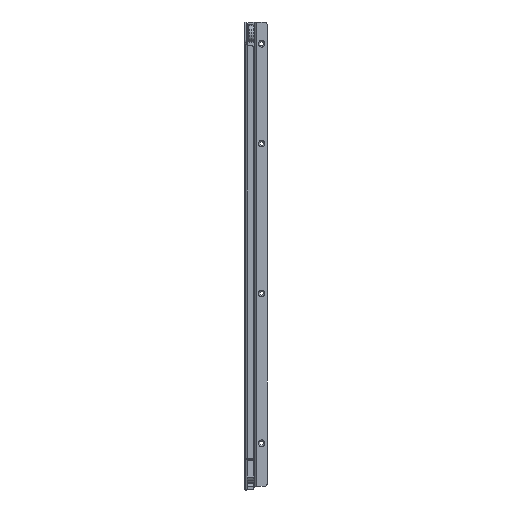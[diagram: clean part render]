
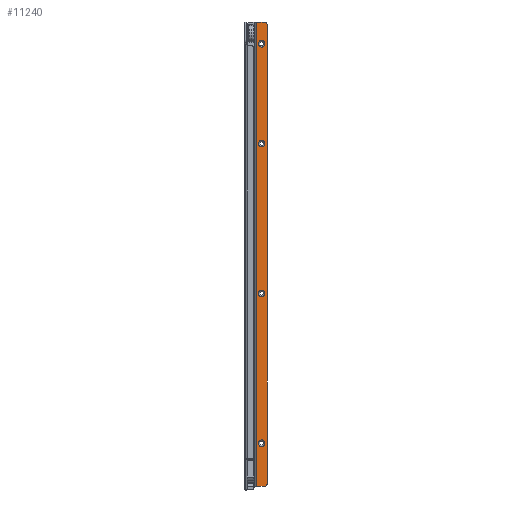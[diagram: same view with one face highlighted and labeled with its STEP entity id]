
A CAD part, front view. The second image highlights one B-rep face of the part: STEP entity #11240.
In plain terms, the highlighted planar face has unit normal (0, -1, 0).
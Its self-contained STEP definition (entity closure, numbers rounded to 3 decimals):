
#86 = CARTESIAN_POINT ( 'NONE',  ( 9.702, -8.074, 4. ) ) ;
#256 = CARTESIAN_POINT ( 'NONE',  ( 6.5, -8.074, 247.5 ) ) ;
#376 = VERTEX_POINT ( 'NONE', #1079 ) ;
#399 = DIRECTION ( 'NONE',  ( 0., 1., 0. ) ) ;
#423 = LINE ( 'NONE', #16557, #39244 ) ;
#1079 = CARTESIAN_POINT ( 'NONE',  ( 13.702, -8.074, 592.572 ) ) ;
#1530 = CARTESIAN_POINT ( 'NONE',  ( 6.5, -8.074, 247.5 ) ) ;
#1599 = CARTESIAN_POINT ( 'NONE',  ( 10.75, -8.074, 247.5 ) ) ;
#1605 = VERTEX_POINT ( 'NONE', #41717 ) ;
#1783 = FACE_BOUND ( 'NONE', #42946, .T. ) ;
#2046 = CARTESIAN_POINT ( 'NONE',  ( 13.702, -8.074, 0. ) ) ;
#2491 = CARTESIAN_POINT ( 'NONE',  ( 16.63, -8.074, 8. ) ) ;
#2566 = FACE_BOUND ( 'NONE', #14573, .T. ) ;
#2616 = CARTESIAN_POINT ( 'NONE',  ( 13.702, -8.074, 0. ) ) ;
#2637 = DIRECTION ( 'NONE',  ( -1., 0., 0. ) ) ;
#2953 = LINE ( 'NONE', #35155, #41905 ) ;
#3795 = DIRECTION ( 'NONE',  ( 0., -1., 0. ) ) ;
#3828 = CIRCLE ( 'NONE', #6516, 4. ) ;
#4080 = CARTESIAN_POINT ( 'NONE',  ( 13.166, -8.074, 593.5 ) ) ;
#4535 = VERTEX_POINT ( 'NONE', #1599 ) ;
#5133 = CARTESIAN_POINT ( 'NONE',  ( 9.702, -8.074, 591.5 ) ) ;
#5533 = VECTOR ( 'NONE', #19839, 1000. ) ;
#5728 = EDGE_CURVE ( 'NONE', #1605, #27368, #423, .T. ) ;
#5836 = CARTESIAN_POINT ( 'NONE',  ( 6.5, -8.074, 567.5 ) ) ;
#6516 = AXIS2_PLACEMENT_3D ( 'NONE', #5133, #25701, #8581 ) ;
#6691 = DIRECTION ( 'NONE',  ( 0., 0., 1. ) ) ;
#6708 = ORIENTED_EDGE ( 'NONE', *, *, #5728, .F. ) ;
#7665 = ORIENTED_EDGE ( 'NONE', *, *, #45981, .T. ) ;
#7854 = AXIS2_PLACEMENT_3D ( 'NONE', #86, #3795, #32550 ) ;
#8581 = DIRECTION ( 'NONE',  ( 0., 0., 1. ) ) ;
#10039 = VERTEX_POINT ( 'NONE', #12596 ) ;
#11083 = DIRECTION ( 'NONE',  ( 0., 1., 0. ) ) ;
#11240 = ADVANCED_FACE ( 'NONE', ( #2566, #1783, #22126, #17907, #33968 ), #38197, .F. ) ;
#11327 = VERTEX_POINT ( 'NONE', #27870 ) ;
#11497 = AXIS2_PLACEMENT_3D ( 'NONE', #2046, #34243, #42401 ) ;
#11986 = CARTESIAN_POINT ( 'NONE',  ( 9.702, -8.074, 595.5 ) ) ;
#12033 = VERTEX_POINT ( 'NONE', #28639 ) ;
#12114 = AXIS2_PLACEMENT_3D ( 'NONE', #34538, #11083, #50372 ) ;
#12118 = DIRECTION ( 'NONE',  ( 1., 0., 0. ) ) ;
#12425 = CIRCLE ( 'NONE', #35969, 4.25 ) ;
#12596 = CARTESIAN_POINT ( 'NONE',  ( 9.702, -8.074, 0. ) ) ;
#12662 = DIRECTION ( 'NONE',  ( 0., 1., 0. ) ) ;
#12726 = CIRCLE ( 'NONE', #45517, 4.25 ) ;
#12930 = CIRCLE ( 'NONE', #7854, 4. ) ;
#13204 = ORIENTED_EDGE ( 'NONE', *, *, #34281, .T. ) ;
#13858 = ORIENTED_EDGE ( 'NONE', *, *, #39338, .T. ) ;
#14573 = EDGE_LOOP ( 'NONE', ( #29870, #26173 ) ) ;
#14591 = VERTEX_POINT ( 'NONE', #47765 ) ;
#15871 = CIRCLE ( 'NONE', #35217, 4.25 ) ;
#16517 = CARTESIAN_POINT ( 'NONE',  ( 6.5, -8.074, 55.5 ) ) ;
#16557 = CARTESIAN_POINT ( 'NONE',  ( 13.702, -8.074, 595.5 ) ) ;
#16672 = VERTEX_POINT ( 'NONE', #18306 ) ;
#17424 = EDGE_LOOP ( 'NONE', ( #27248, #22230 ) ) ;
#17431 = EDGE_CURVE ( 'NONE', #12033, #14591, #41039, .T. ) ;
#17907 = FACE_BOUND ( 'NONE', #46900, .T. ) ;
#18306 = CARTESIAN_POINT ( 'NONE',  ( 13.702, -8.074, 2.928 ) ) ;
#18437 = CARTESIAN_POINT ( 'NONE',  ( 13.166, -8.074, 2. ) ) ;
#19418 = EDGE_CURVE ( 'NONE', #37525, #4535, #15871, .T. ) ;
#19839 = DIRECTION ( 'NONE',  ( 0.5, 0., 0.866 ) ) ;
#20504 = CARTESIAN_POINT ( 'NONE',  ( 6.5, -8.074, 439.5 ) ) ;
#20645 = CARTESIAN_POINT ( 'NONE',  ( 6.5, -8.074, 439.5 ) ) ;
#20849 = VERTEX_POINT ( 'NONE', #32543 ) ;
#20926 = ORIENTED_EDGE ( 'NONE', *, *, #32603, .T. ) ;
#22126 = FACE_BOUND ( 'NONE', #17424, .T. ) ;
#22230 = ORIENTED_EDGE ( 'NONE', *, *, #19418, .T. ) ;
#22500 = LINE ( 'NONE', #38564, #44378 ) ;
#22630 = EDGE_CURVE ( 'NONE', #10039, #47029, #46425, .T. ) ;
#23621 = CARTESIAN_POINT ( 'NONE',  ( 10.75, -8.074, 567.5 ) ) ;
#24332 = ORIENTED_EDGE ( 'NONE', *, *, #17431, .T. ) ;
#24846 = AXIS2_PLACEMENT_3D ( 'NONE', #20504, #399, #28655 ) ;
#25227 = EDGE_CURVE ( 'NONE', #376, #16672, #22500, .T. ) ;
#25701 = DIRECTION ( 'NONE',  ( 0., -1., 0. ) ) ;
#26173 = ORIENTED_EDGE ( 'NONE', *, *, #48430, .T. ) ;
#26772 = CIRCLE ( 'NONE', #37742, 4.25 ) ;
#27248 = ORIENTED_EDGE ( 'NONE', *, *, #41662, .T. ) ;
#27368 = VERTEX_POINT ( 'NONE', #11986 ) ;
#27626 = CARTESIAN_POINT ( 'NONE',  ( 2.25, -8.074, 247.5 ) ) ;
#27870 = CARTESIAN_POINT ( 'NONE',  ( 2.25, -8.074, 567.5 ) ) ;
#28634 = EDGE_CURVE ( 'NONE', #376, #45352, #33742, .T. ) ;
#28639 = CARTESIAN_POINT ( 'NONE',  ( 10.75, -8.074, 55.5 ) ) ;
#28655 = DIRECTION ( 'NONE',  ( -1., 0., 0. ) ) ;
#29870 = ORIENTED_EDGE ( 'NONE', *, *, #42763, .T. ) ;
#29995 = CARTESIAN_POINT ( 'NONE',  ( 0.5, -8.074, 0. ) ) ;
#30440 = EDGE_LOOP ( 'NONE', ( #45730, #32682, #45864, #13858, #45432, #34134, #13204, #6708 ) ) ;
#31901 = VECTOR ( 'NONE', #49862, 1000. ) ;
#32195 = DIRECTION ( 'NONE',  ( 0., 1., 0. ) ) ;
#32463 = DIRECTION ( 'NONE',  ( -1., 0., 0. ) ) ;
#32543 = CARTESIAN_POINT ( 'NONE',  ( 10.75, -8.074, 439.5 ) ) ;
#32550 = DIRECTION ( 'NONE',  ( 0., 0., 1. ) ) ;
#32603 = EDGE_CURVE ( 'NONE', #46248, #20849, #47560, .T. ) ;
#32682 = ORIENTED_EDGE ( 'NONE', *, *, #22630, .F. ) ;
#32747 = VERTEX_POINT ( 'NONE', #23621 ) ;
#33484 = AXIS2_PLACEMENT_3D ( 'NONE', #45054, #12662, #49283 ) ;
#33742 = LINE ( 'NONE', #50124, #31901 ) ;
#33968 = FACE_OUTER_BOUND ( 'NONE', #30440, .T. ) ;
#34069 = VECTOR ( 'NONE', #46940, 1000. ) ;
#34134 = ORIENTED_EDGE ( 'NONE', *, *, #28634, .T. ) ;
#34243 = DIRECTION ( 'NONE',  ( 0., 1., 0. ) ) ;
#34281 = EDGE_CURVE ( 'NONE', #45352, #27368, #3828, .T. ) ;
#34538 = CARTESIAN_POINT ( 'NONE',  ( 6.5, -8.074, 567.5 ) ) ;
#35155 = CARTESIAN_POINT ( 'NONE',  ( 0.5, -8.074, 0. ) ) ;
#35217 = AXIS2_PLACEMENT_3D ( 'NONE', #256, #32195, #32463 ) ;
#35969 = AXIS2_PLACEMENT_3D ( 'NONE', #1530, #49835, #37954 ) ;
#36728 = DIRECTION ( 'NONE',  ( 0., 1., 0. ) ) ;
#37525 = VERTEX_POINT ( 'NONE', #27626 ) ;
#37742 = AXIS2_PLACEMENT_3D ( 'NONE', #5836, #38527, #2637 ) ;
#37954 = DIRECTION ( 'NONE',  ( -1., 0., 0. ) ) ;
#38197 = PLANE ( 'NONE',  #11497 ) ;
#38527 = DIRECTION ( 'NONE',  ( 0., 1., 0. ) ) ;
#38564 = CARTESIAN_POINT ( 'NONE',  ( 13.702, -8.074, 0. ) ) ;
#38845 = ORIENTED_EDGE ( 'NONE', *, *, #42675, .T. ) ;
#38890 = CARTESIAN_POINT ( 'NONE',  ( 2.25, -8.074, 439.5 ) ) ;
#39244 = VECTOR ( 'NONE', #12118, 1000. ) ;
#39338 = EDGE_CURVE ( 'NONE', #43123, #16672, #39601, .T. ) ;
#39601 = LINE ( 'NONE', #2491, #5533 ) ;
#40221 = AXIS2_PLACEMENT_3D ( 'NONE', #20645, #36728, #42478 ) ;
#41039 = CIRCLE ( 'NONE', #33484, 4.25 ) ;
#41662 = EDGE_CURVE ( 'NONE', #4535, #37525, #12425, .T. ) ;
#41717 = CARTESIAN_POINT ( 'NONE',  ( 0.5, -8.074, 595.5 ) ) ;
#41905 = VECTOR ( 'NONE', #6691, 1000. ) ;
#42401 = DIRECTION ( 'NONE',  ( 0., 0., -1. ) ) ;
#42478 = DIRECTION ( 'NONE',  ( -1., 0., 0. ) ) ;
#42527 = EDGE_CURVE ( 'NONE', #47029, #1605, #2953, .T. ) ;
#42675 = EDGE_CURVE ( 'NONE', #20849, #46248, #46164, .T. ) ;
#42763 = EDGE_CURVE ( 'NONE', #32747, #11327, #26772, .T. ) ;
#42946 = EDGE_LOOP ( 'NONE', ( #38845, #20926 ) ) ;
#43123 = VERTEX_POINT ( 'NONE', #18437 ) ;
#44193 = DIRECTION ( 'NONE',  ( 0., 1., 0. ) ) ;
#44378 = VECTOR ( 'NONE', #48743, 1000. ) ;
#44895 = CIRCLE ( 'NONE', #12114, 4.25 ) ;
#44994 = DIRECTION ( 'NONE',  ( -1., 0., 0. ) ) ;
#45054 = CARTESIAN_POINT ( 'NONE',  ( 6.5, -8.074, 55.5 ) ) ;
#45352 = VERTEX_POINT ( 'NONE', #4080 ) ;
#45432 = ORIENTED_EDGE ( 'NONE', *, *, #25227, .F. ) ;
#45517 = AXIS2_PLACEMENT_3D ( 'NONE', #16517, #44193, #44994 ) ;
#45730 = ORIENTED_EDGE ( 'NONE', *, *, #42527, .F. ) ;
#45864 = ORIENTED_EDGE ( 'NONE', *, *, #49522, .T. ) ;
#45981 = EDGE_CURVE ( 'NONE', #14591, #12033, #12726, .T. ) ;
#46164 = CIRCLE ( 'NONE', #40221, 4.25 ) ;
#46248 = VERTEX_POINT ( 'NONE', #38890 ) ;
#46425 = LINE ( 'NONE', #2616, #34069 ) ;
#46900 = EDGE_LOOP ( 'NONE', ( #24332, #7665 ) ) ;
#46940 = DIRECTION ( 'NONE',  ( -1., 0., 0. ) ) ;
#47029 = VERTEX_POINT ( 'NONE', #29995 ) ;
#47560 = CIRCLE ( 'NONE', #24846, 4.25 ) ;
#47765 = CARTESIAN_POINT ( 'NONE',  ( 2.25, -8.074, 55.5 ) ) ;
#48430 = EDGE_CURVE ( 'NONE', #11327, #32747, #44895, .T. ) ;
#48743 = DIRECTION ( 'NONE',  ( 0., 0., -1. ) ) ;
#49283 = DIRECTION ( 'NONE',  ( -1., 0., 0. ) ) ;
#49522 = EDGE_CURVE ( 'NONE', #10039, #43123, #12930, .T. ) ;
#49835 = DIRECTION ( 'NONE',  ( 0., 1., 0. ) ) ;
#49862 = DIRECTION ( 'NONE',  ( -0.5, 0., 0.866 ) ) ;
#50124 = CARTESIAN_POINT ( 'NONE',  ( 13.166, -8.074, 593.5 ) ) ;
#50372 = DIRECTION ( 'NONE',  ( -1., 0., 0. ) ) ;
